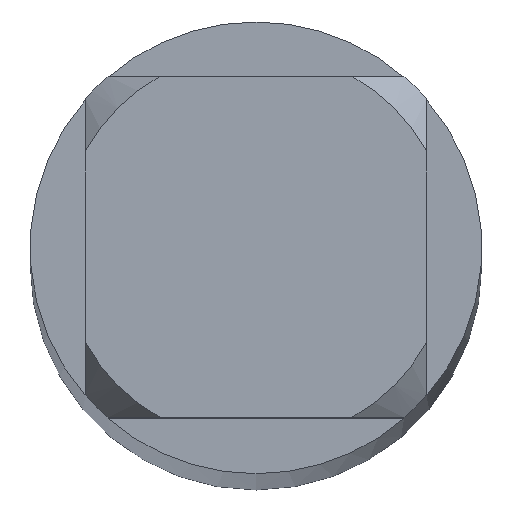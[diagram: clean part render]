
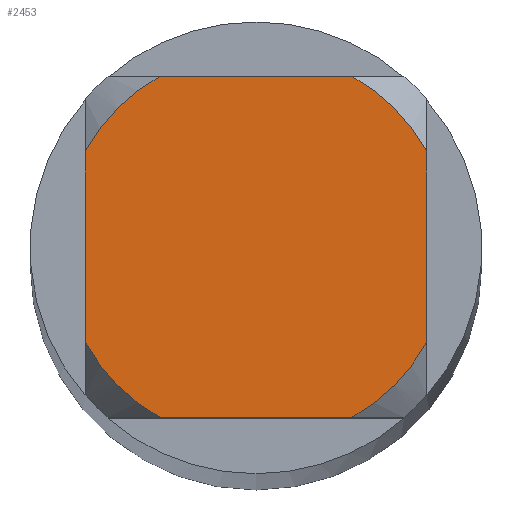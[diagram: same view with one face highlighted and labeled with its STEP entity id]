
A CAD part, top view. The second image highlights one B-rep face of the part: STEP entity #2453.
In plain terms, the highlighted planar face has unit normal (0, 0, 1).
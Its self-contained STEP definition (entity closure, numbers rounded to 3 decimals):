
#1443=EDGE_CURVE('',#2477,#3801,#4257,.T.);
#1455=VERTEX_POINT('',#4270);
#1481=VERTEX_POINT('',#4297);
#1557=VERTEX_POINT('',#4386);
#1935=EDGE_CURVE('',#1975,#2839,#4797,.T.);
#1975=VERTEX_POINT('',#4839);
#2453=ADVANCED_FACE('',(#5366),#5367,.T.);
#2455=EDGE_CURVE('',#2845,#1557,#5369,.T.);
#2457=EDGE_CURVE('',#1455,#3801,#5371,.T.);
#2477=VERTEX_POINT('',#5391);
#2839=VERTEX_POINT('',#5789);
#2845=VERTEX_POINT('',#5796);
#2979=EDGE_CURVE('',#1455,#2839,#5939,.T.);
#3193=EDGE_CURVE('',#2477,#1481,#6169,.T.);
#3263=EDGE_CURVE('',#2845,#1481,#6248,.T.);
#3779=EDGE_CURVE('',#1975,#1557,#6808,.T.);
#3801=VERTEX_POINT('',#6830);
#4257=CIRCLE('',#7333,1.95);
#4270=CARTESIAN_POINT('',(0.955,1.7,0.0));
#4297=CARTESIAN_POINT('',(-1.7,-0.955,0.0));
#4386=CARTESIAN_POINT('',(0.955,-1.7,0.0));
#4797=LINE('',#8551,#8552);
#4839=CARTESIAN_POINT('',(1.7,-0.955,0.0));
#5366=FACE_OUTER_BOUND('',#10065,.T.);
#5367=PLANE('',#10066);
#5369=LINE('',#10069,#10070);
#5371=LINE('',#10073,#10074);
#5391=CARTESIAN_POINT('',(-1.7,0.955,0.0));
#5789=CARTESIAN_POINT('',(1.7,0.955,0.0));
#5796=CARTESIAN_POINT('',(-0.955,-1.7,0.0));
#5939=CIRCLE('',#11803,1.95);
#6169=LINE('',#12530,#12531);
#6248=CIRCLE('',#12692,1.95);
#6808=CIRCLE('',#14160,1.95);
#6830=CARTESIAN_POINT('',(-0.955,1.7,0.0));
#7333=AXIS2_PLACEMENT_3D('',#15341,#15342,#15343);
#8551=CARTESIAN_POINT('',(1.7,0.488,0.0));
#8552=VECTOR('',#15931,1.0);
#10065=EDGE_LOOP('',(#16670,#16671,#16672,#16673,#16674,#16675,#16676,#16677));
#10066=AXIS2_PLACEMENT_3D('',#16678,#16679,#16680);
#10069=CARTESIAN_POINT('',(0.0,-1.7,0.0));
#10070=VECTOR('',#16681,1.0);
#10073=CARTESIAN_POINT('',(0.0,1.7,0.0));
#10074=VECTOR('',#16682,1.0);
#11803=AXIS2_PLACEMENT_3D('',#17389,#17390,#17391);
#12530=CARTESIAN_POINT('',(-1.7,0.488,0.0));
#12531=VECTOR('',#17566,1.0);
#12692=AXIS2_PLACEMENT_3D('',#17663,#17664,#17665);
#14160=AXIS2_PLACEMENT_3D('',#18252,#18253,#18254);
#15341=CARTESIAN_POINT('',(0.0,0.0,0.0));
#15342=DIRECTION('',(0.0,0.0,-1.0));
#15343=DIRECTION('',(0.0,1.0,0.0));
#15931=DIRECTION('',(-0.0,1.0,0.0));
#16670=ORIENTED_EDGE('',*,*,#3193,.T.);
#16671=ORIENTED_EDGE('',*,*,#3263,.F.);
#16672=ORIENTED_EDGE('',*,*,#2455,.T.);
#16673=ORIENTED_EDGE('',*,*,#3779,.F.);
#16674=ORIENTED_EDGE('',*,*,#1935,.T.);
#16675=ORIENTED_EDGE('',*,*,#2979,.F.);
#16676=ORIENTED_EDGE('',*,*,#2457,.T.);
#16677=ORIENTED_EDGE('',*,*,#1443,.F.);
#16678=CARTESIAN_POINT('',(0.0,0.975,0.0));
#16679=DIRECTION('',(-0.0,0.0,1.0));
#16680=DIRECTION('',(0.0,-1.0,0.0));
#16681=DIRECTION('',(1.0,0.0,0.0));
#16682=DIRECTION('',(-1.0,0.0,0.0));
#17389=CARTESIAN_POINT('',(0.0,0.0,0.0));
#17390=DIRECTION('',(0.0,0.0,-1.0));
#17391=DIRECTION('',(0.0,1.0,0.0));
#17566=DIRECTION('',(-0.0,-1.0,0.0));
#17663=CARTESIAN_POINT('',(0.0,0.0,0.0));
#17664=DIRECTION('',(0.0,0.0,-1.0));
#17665=DIRECTION('',(0.0,1.0,0.0));
#18252=CARTESIAN_POINT('',(0.0,0.0,0.0));
#18253=DIRECTION('',(0.0,0.0,-1.0));
#18254=DIRECTION('',(0.0,1.0,0.0));
